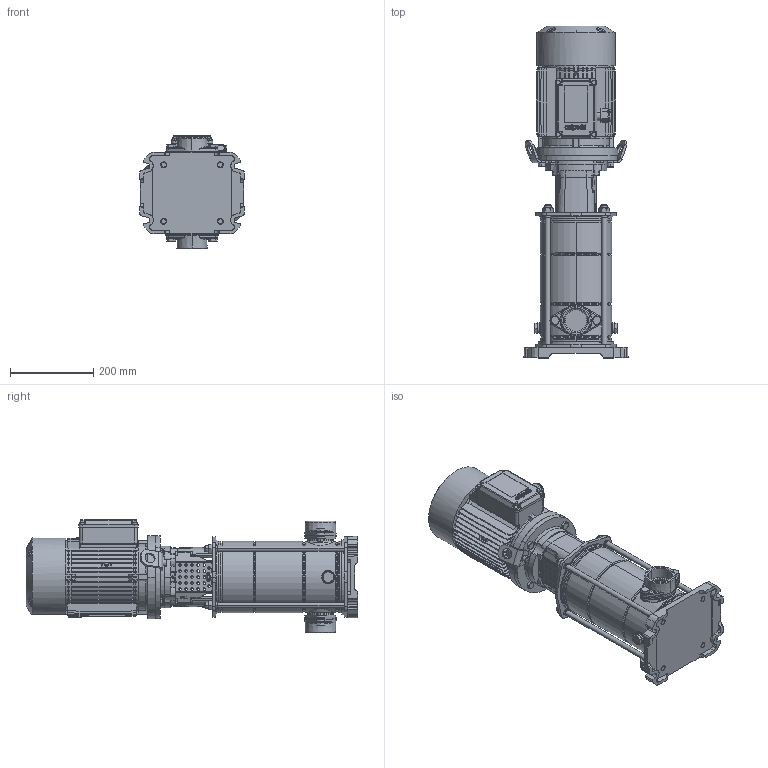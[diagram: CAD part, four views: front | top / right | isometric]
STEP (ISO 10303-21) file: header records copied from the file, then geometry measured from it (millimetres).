
FILE_DESCRIPTION (( 'STEP AP214' ), '1' );
FILE_NAME ('10010388swa01.step', '2021-09-13T14:17:46', ( '' ), ( '' ), 'SwSTEP 2.0', 'SolidWorks 2020', '' );
FILE_SCHEMA (( 'AUTOMOTIVE_DESIGN' ));
Length unit declared in the file: millimetre
Products named in the file (21): 10007431swp00_Flangia mot. 90; 4.92.228swp01_AISI 304; 4.92.225swp04; 10000033swn00_M10x14 A2; 10007670swn00_M25x1.5; 10011735swa00_M90 VERT.; 10011737swp00_M90 B5-De250; 4.92.223swp02_M14 X 357; 3.92.270swp01_3.92.270 Semplificato; 3.92.280swp01_2003 Sempl.; 10007571swp00_90 SZ VERT; 4.92.211swp01; 10000016swn00_M12x25 8.8; 4.92.204swp01_VERSIONE MACCHINA UTENSILE; 3.92.244swp01_Semplificato; 10000006swn00_M14 A2-70; 10008798swn00_OR3243 - 61.6x2.62 - EPDM; 10010314swa01; 10010388swa01; 3.92.269swp01_3_92_269_Sempl.; 10000015swn00_M10x35 A2
Assembly tree (38 placements, depth 3):
  10010388swa01
    10011735swa00_M90 VERT.
      10011737swp00_M90 B5-De250
      10007571swp00_90 SZ VERT
      10007670swn00_M25x1.5
    10010314swa01
      3.92.244swp01_Semplificato
      3.92.280swp01_2003 Sempl.
      3.92.269swp01_3_92_269_Sempl.
      4.92.223swp02_M14 X 357  x4
      10007431swp00_Flangia mot. 90
      10000006swn00_M14 A2-70  x4
      3.92.270swp01_3.92.270 Semplificato
      4.92.204swp01_VERSIONE MACCHINA UTENSILE  x2
      4.92.225swp04  x2
      4.92.211swp01  x2
      10000033swn00_M10x14 A2  x2
      10000016swn00_M12x25 8.8  x4
      10008798swn00_OR3243 - 61.6x2.62 - EPDM  x2
      4.92.228swp01_AISI 304  x2
    10000015swn00_M10x35 A2  x4
Bounding box: 250 x 797.1 x 273.2 mm (x, y, z)
Volume: 18517049.1 mm3; surface area: 1632154.7 mm2
Topology: 67 solids, 71 shells, 3570 faces, 8985 edges, 5660 vertices
Faces by surface type: plane 1598, cylinder 824, cone 687, bspline 284, torus 169, sphere 8
Entity records: 101672 total; most frequent: CARTESIAN_POINT 28726, ORIENTED_EDGE 14978, DIRECTION 14124, EDGE_CURVE 7489, AXIS2_PLACEMENT_3D 5045, VERTEX_POINT 4797, LINE 4034, VECTOR 4034
